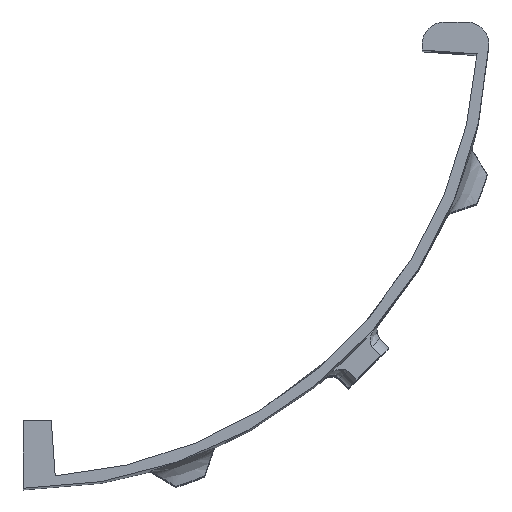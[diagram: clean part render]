
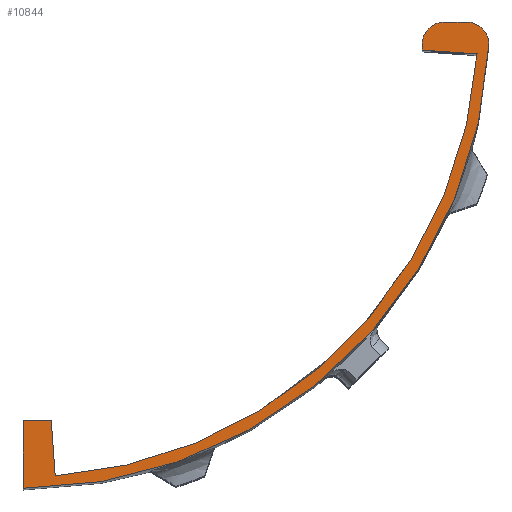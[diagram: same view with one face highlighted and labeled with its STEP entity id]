
A CAD part, top view. The second image highlights one B-rep face of the part: STEP entity #10844.
In plain terms, the highlighted planar face has unit normal (0, 0, 1).
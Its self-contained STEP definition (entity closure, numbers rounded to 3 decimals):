
#260=PLANE('',#11502);
#605=FACE_OUTER_BOUND('',#1238,.T.);
#1238=EDGE_LOOP('',(#7284,#7285,#7286,#7287,#7288,#7289,#7290,#7291,#7292,
#7293));
#1958=LINE('',#15876,#2980);
#1961=LINE('',#15882,#2983);
#1962=LINE('',#15884,#2984);
#1963=LINE('',#15888,#2985);
#1964=LINE('',#15890,#2986);
#1965=LINE('',#15892,#2987);
#2980=VECTOR('',#12624,10.);
#2983=VECTOR('',#12629,10.);
#2984=VECTOR('',#12630,10.);
#2985=VECTOR('',#12633,10.);
#2986=VECTOR('',#12634,10.);
#2987=VECTOR('',#12635,10.);
#4000=CIRCLE('',#11499,4.);
#4002=CIRCLE('',#11503,81.);
#4003=CIRCLE('',#11504,83.);
#4004=CIRCLE('',#11505,4.);
#4516=VERTEX_POINT('',#15866);
#4517=VERTEX_POINT('',#15867);
#4520=VERTEX_POINT('',#15875);
#4522=VERTEX_POINT('',#15881);
#4523=VERTEX_POINT('',#15883);
#4524=VERTEX_POINT('',#15885);
#4525=VERTEX_POINT('',#15887);
#4526=VERTEX_POINT('',#15889);
#4527=VERTEX_POINT('',#15891);
#4528=VERTEX_POINT('',#15893);
#5620=EDGE_CURVE('',#4516,#4517,#4000,.T.);
#5624=EDGE_CURVE('',#4520,#4517,#1958,.T.);
#5627=EDGE_CURVE('',#4516,#4522,#1961,.T.);
#5628=EDGE_CURVE('',#4522,#4523,#1962,.T.);
#5629=EDGE_CURVE('',#4523,#4524,#4002,.T.);
#5630=EDGE_CURVE('',#4524,#4525,#1963,.T.);
#5631=EDGE_CURVE('',#4525,#4526,#1964,.T.);
#5632=EDGE_CURVE('',#4526,#4527,#1965,.T.);
#5633=EDGE_CURVE('',#4527,#4528,#4003,.T.);
#5634=EDGE_CURVE('',#4520,#4528,#4004,.T.);
#7284=ORIENTED_EDGE('',*,*,#5620,.F.);
#7285=ORIENTED_EDGE('',*,*,#5627,.T.);
#7286=ORIENTED_EDGE('',*,*,#5628,.T.);
#7287=ORIENTED_EDGE('',*,*,#5629,.T.);
#7288=ORIENTED_EDGE('',*,*,#5630,.T.);
#7289=ORIENTED_EDGE('',*,*,#5631,.T.);
#7290=ORIENTED_EDGE('',*,*,#5632,.T.);
#7291=ORIENTED_EDGE('',*,*,#5633,.T.);
#7292=ORIENTED_EDGE('',*,*,#5634,.F.);
#7293=ORIENTED_EDGE('',*,*,#5624,.T.);
#10844=ADVANCED_FACE('',(#605),#260,.T.);
#11499=AXIS2_PLACEMENT_3D('',#15868,#12616,#12617);
#11502=AXIS2_PLACEMENT_3D('',#15880,#12627,#12628);
#11503=AXIS2_PLACEMENT_3D('',#15886,#12631,#12632);
#11504=AXIS2_PLACEMENT_3D('',#15894,#12636,#12637);
#11505=AXIS2_PLACEMENT_3D('',#15895,#12638,#12639);
#12616=DIRECTION('center_axis',(0.,0.,-1.));
#12617=DIRECTION('ref_axis',(-0.707,0.707,0.));
#12624=DIRECTION('',(-1.,0.,0.));
#12627=DIRECTION('center_axis',(0.,0.,1.));
#12628=DIRECTION('ref_axis',(1.,0.,0.));
#12629=DIRECTION('',(0.,-1.,0.));
#12630=DIRECTION('',(0.998,-0.07,0.));
#12631=DIRECTION('center_axis',(0.,0.,-1.));
#12632=DIRECTION('ref_axis',(-0.07,0.998,0.));
#12633=DIRECTION('',(-0.07,0.998,0.));
#12634=DIRECTION('',(-1.,0.,0.));
#12635=DIRECTION('',(0.,-1.,0.));
#12636=DIRECTION('center_axis',(0.,0.,1.));
#12637=DIRECTION('ref_axis',(0.,-1.,0.));
#12638=DIRECTION('center_axis',(0.,0.,-1.));
#12639=DIRECTION('ref_axis',(0.725,0.689,0.));
#15866=CARTESIAN_POINT('',(66.,67.,182.));
#15867=CARTESIAN_POINT('',(70.,71.,182.));
#15868=CARTESIAN_POINT('Origin',(70.,67.,182.));
#15875=CARTESIAN_POINT('',(73.899,71.,182.));
#15876=CARTESIAN_POINT('',(78.,71.,182.));
#15880=CARTESIAN_POINT('Origin',(36.5,29.5,182.));
#15881=CARTESIAN_POINT('',(66.,66.,182.));
#15882=CARTESIAN_POINT('',(66.,71.,182.));
#15883=CARTESIAN_POINT('',(75.8,65.31,182.));
#15884=CARTESIAN_POINT('',(66.,66.,182.));
#15885=CARTESIAN_POINT('',(0.69,-9.8,182.));
#15886=CARTESIAN_POINT('Origin',(-5.,71.,182.));
#15887=CARTESIAN_POINT('',(0.,0.,182.));
#15888=CARTESIAN_POINT('',(0.69,-9.8,182.));
#15889=CARTESIAN_POINT('',(-5.,0.,182.));
#15890=CARTESIAN_POINT('',(0.,0.,182.));
#15891=CARTESIAN_POINT('',(-5.,-12.,182.));
#15892=CARTESIAN_POINT('',(-5.,0.,182.));
#15893=CARTESIAN_POINT('',(77.894,66.797,182.));
#15894=CARTESIAN_POINT('Origin',(-5.,71.,182.));
#15895=CARTESIAN_POINT('Origin',(73.899,67.,182.));
